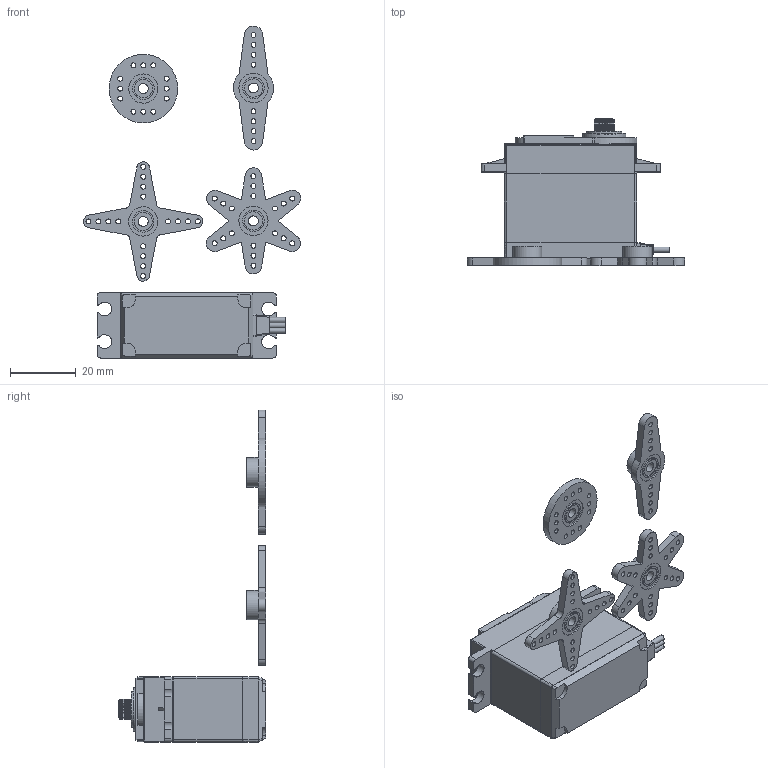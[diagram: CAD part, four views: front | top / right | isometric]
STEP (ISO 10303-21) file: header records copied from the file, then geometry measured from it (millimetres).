
FILE_DESCRIPTION(('FreeCAD Model'),'2;1');
FILE_NAME('Open CASCADE Shape Model','2025-04-17T16:44:03',('FreeCAD'),( 'FreeCAD'),'Open CASCADE STEP processor 7.6','FreeCAD','Unknown');
FILE_SCHEMA(('AUTOMOTIVE_DESIGN { 1 0 10303 214 1 1 1 1 }'));
Length unit declared in the file: millimetre
Products named in the file (1): Open CASCADE STEP translator 7.6 1
Bounding box: 66.17 x 45.05 x 101.22 mm (x, y, z)
Volume: 9212.4 mm3; surface area: 18662 mm2
Topology: 13 solids, 13 shells, 937 faces, 2856 edges, 2008 vertices
Faces by surface type: bspline 937
Entity records: 33182 total; most frequent: CARTESIAN_POINT 16783, ORIENTED_EDGE 5704, EDGE_CURVE 2852, B_SPLINE_CURVE_WITH_KNOTS 2036, VERTEX_POINT 2008, FACE_BOUND 1128, EDGE_LOOP 1128, ADVANCED_FACE 937
